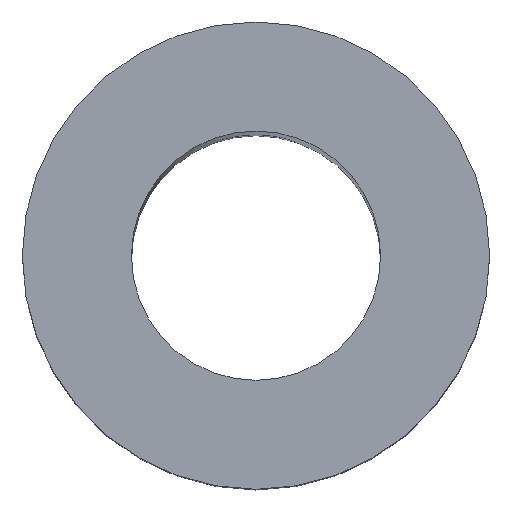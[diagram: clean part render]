
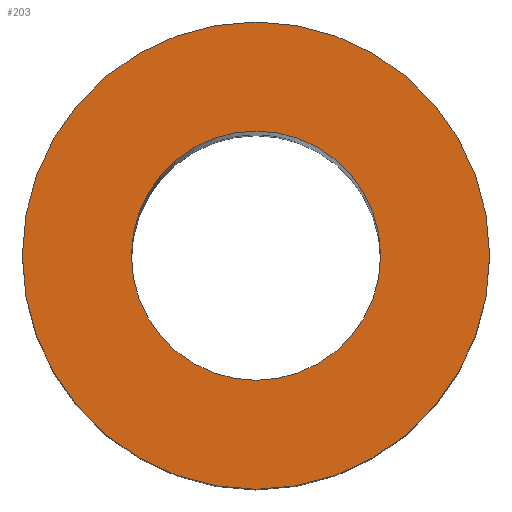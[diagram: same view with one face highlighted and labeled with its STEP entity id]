
A CAD part, top view. The second image highlights one B-rep face of the part: STEP entity #203.
In plain terms, the highlighted planar face has unit normal (0, 0, 1).
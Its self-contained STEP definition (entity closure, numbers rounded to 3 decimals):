
#18=PLANE('',#233);
#23=FACE_BOUND('',#56,.T.);
#32=CIRCLE('',#232,6.);
#33=CIRCLE('',#234,3.2);
#42=FACE_OUTER_BOUND('',#55,.T.);
#55=EDGE_LOOP('',(#178));
#56=EDGE_LOOP('',(#179));
#107=VERTEX_POINT('',#472);
#108=VERTEX_POINT('',#476);
#132=EDGE_CURVE('',#107,#107,#32,.T.);
#134=EDGE_CURVE('',#108,#108,#33,.T.);
#178=ORIENTED_EDGE('',*,*,#132,.T.);
#179=ORIENTED_EDGE('',*,*,#134,.T.);
#203=ADVANCED_FACE('',(#42,#23),#18,.T.);
#232=AXIS2_PLACEMENT_3D('',#473,#271,#272);
#233=AXIS2_PLACEMENT_3D('',#475,#274,#275);
#234=AXIS2_PLACEMENT_3D('',#477,#276,#277);
#271=DIRECTION('center_axis',(0.,0.,1.));
#272=DIRECTION('ref_axis',(1.,0.,0.));
#274=DIRECTION('center_axis',(0.,0.,1.));
#275=DIRECTION('ref_axis',(1.,0.,0.));
#276=DIRECTION('center_axis',(0.,0.,-1.));
#277=DIRECTION('ref_axis',(1.,0.,0.));
#472=CARTESIAN_POINT('',(-6.,0.,10.));
#473=CARTESIAN_POINT('Origin',(0.,0.,10.));
#475=CARTESIAN_POINT('Origin',(0.,0.,10.));
#476=CARTESIAN_POINT('',(-3.2,0.,10.));
#477=CARTESIAN_POINT('Origin',(0.,0.,10.));
